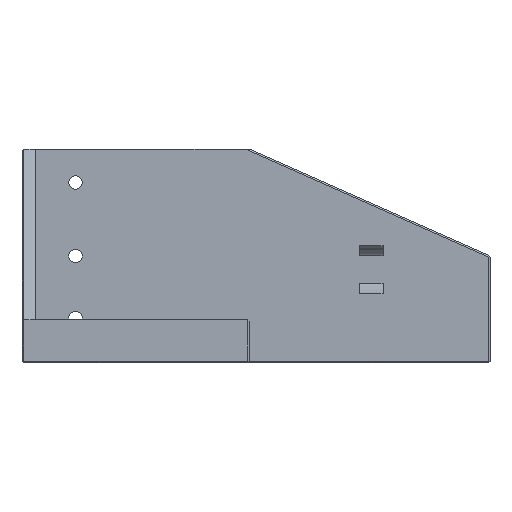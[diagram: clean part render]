
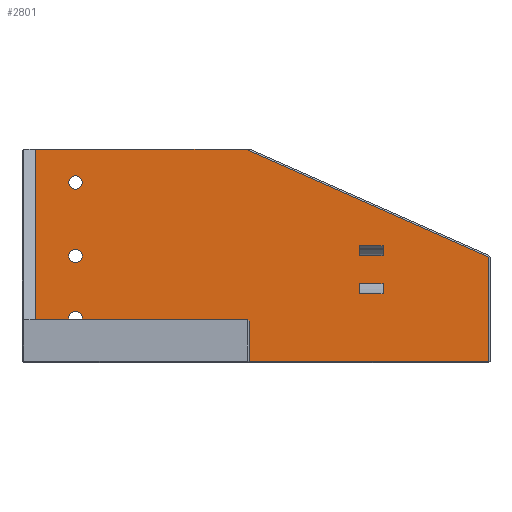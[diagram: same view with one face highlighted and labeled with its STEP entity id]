
A CAD part, left-side view. The second image highlights one B-rep face of the part: STEP entity #2801.
In plain terms, the highlighted planar face has unit normal (-1, 0, 0).
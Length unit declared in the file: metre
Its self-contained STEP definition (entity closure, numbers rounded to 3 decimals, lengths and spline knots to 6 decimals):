
#45=CIRCLE('',#2989,0.001);
#46=CIRCLE('',#2990,0.001);
#47=CIRCLE('',#2991,0.001);
#99=ORIENTED_EDGE('',*,*,#897,.T.);
#100=ORIENTED_EDGE('',*,*,#898,.T.);
#101=ORIENTED_EDGE('',*,*,#899,.T.);
#102=ORIENTED_EDGE('',*,*,#900,.F.);
#103=ORIENTED_EDGE('',*,*,#901,.F.);
#104=ORIENTED_EDGE('',*,*,#902,.F.);
#105=ORIENTED_EDGE('',*,*,#903,.F.);
#106=ORIENTED_EDGE('',*,*,#904,.F.);
#107=ORIENTED_EDGE('',*,*,#905,.F.);
#108=ORIENTED_EDGE('',*,*,#906,.F.);
#109=ORIENTED_EDGE('',*,*,#907,.F.);
#110=ORIENTED_EDGE('',*,*,#908,.T.);
#111=ORIENTED_EDGE('',*,*,#909,.T.);
#112=ORIENTED_EDGE('',*,*,#910,.F.);
#113=ORIENTED_EDGE('',*,*,#911,.F.);
#114=ORIENTED_EDGE('',*,*,#912,.T.);
#115=ORIENTED_EDGE('',*,*,#913,.T.);
#116=ORIENTED_EDGE('',*,*,#914,.F.);
#117=ORIENTED_EDGE('',*,*,#915,.F.);
#897=EDGE_CURVE('',#1296,#1296,#45,.T.);
#898=EDGE_CURVE('',#1297,#1297,#46,.T.);
#899=EDGE_CURVE('',#1298,#1298,#47,.T.);
#900=EDGE_CURVE('',#1299,#1300,#1542,.T.);
#901=EDGE_CURVE('',#1301,#1299,#1543,.T.);
#902=EDGE_CURVE('',#1302,#1301,#1544,.T.);
#903=EDGE_CURVE('',#1303,#1302,#1545,.T.);
#904=EDGE_CURVE('',#1304,#1303,#1546,.T.);
#905=EDGE_CURVE('',#1305,#1304,#1547,.F.);
#906=EDGE_CURVE('',#1306,#1305,#1548,.T.);
#907=EDGE_CURVE('',#1300,#1306,#1549,.T.);
#908=EDGE_CURVE('',#1307,#1308,#1550,.T.);
#909=EDGE_CURVE('',#1308,#1309,#1551,.T.);
#910=EDGE_CURVE('',#1310,#1309,#1552,.T.);
#911=EDGE_CURVE('',#1307,#1310,#1553,.T.);
#912=EDGE_CURVE('',#1311,#1312,#1554,.T.);
#913=EDGE_CURVE('',#1312,#1313,#1555,.T.);
#914=EDGE_CURVE('',#1314,#1313,#1556,.T.);
#915=EDGE_CURVE('',#1311,#1314,#1557,.T.);
#1296=VERTEX_POINT('',#4016);
#1297=VERTEX_POINT('',#4018);
#1298=VERTEX_POINT('',#4020);
#1299=VERTEX_POINT('',#4022);
#1300=VERTEX_POINT('',#4023);
#1301=VERTEX_POINT('',#4025);
#1302=VERTEX_POINT('',#4027);
#1303=VERTEX_POINT('',#4029);
#1304=VERTEX_POINT('',#4031);
#1305=VERTEX_POINT('',#4033);
#1306=VERTEX_POINT('',#4035);
#1307=VERTEX_POINT('',#4038);
#1308=VERTEX_POINT('',#4039);
#1309=VERTEX_POINT('',#4041);
#1310=VERTEX_POINT('',#4043);
#1311=VERTEX_POINT('',#4046);
#1312=VERTEX_POINT('',#4047);
#1313=VERTEX_POINT('',#4049);
#1314=VERTEX_POINT('',#4051);
#1542=LINE('',#4021,#1908);
#1543=LINE('',#4024,#1909);
#1544=LINE('',#4026,#1910);
#1545=LINE('',#4028,#1911);
#1546=LINE('',#4030,#1912);
#1547=LINE('',#4032,#1913);
#1548=LINE('',#4034,#1914);
#1549=LINE('',#4036,#1915);
#1550=LINE('',#4037,#1916);
#1551=LINE('',#4040,#1917);
#1552=LINE('',#4042,#1918);
#1553=LINE('',#4044,#1919);
#1554=LINE('',#4045,#1920);
#1555=LINE('',#4048,#1921);
#1556=LINE('',#4050,#1922);
#1557=LINE('',#4052,#1923);
#1908=VECTOR('',#3230,1.);
#1909=VECTOR('',#3231,1.);
#1910=VECTOR('',#3232,1.);
#1911=VECTOR('',#3233,1.);
#1912=VECTOR('',#3234,1.);
#1913=VECTOR('',#3235,1.);
#1914=VECTOR('',#3236,1.);
#1915=VECTOR('',#3237,1.);
#1916=VECTOR('',#3238,1.);
#1917=VECTOR('',#3239,1.);
#1918=VECTOR('',#3240,1.);
#1919=VECTOR('',#3241,1.);
#1920=VECTOR('',#3242,1.);
#1921=VECTOR('',#3243,1.);
#1922=VECTOR('',#3244,1.);
#1923=VECTOR('',#3245,1.);
#2256=EDGE_LOOP('',(#99));
#2257=EDGE_LOOP('',(#100));
#2258=EDGE_LOOP('',(#101));
#2259=EDGE_LOOP('',(#102,#103,#104,#105,#106,#107,#108,#109));
#2260=EDGE_LOOP('',(#110,#111,#112,#113));
#2261=EDGE_LOOP('',(#114,#115,#116,#117));
#2458=FACE_BOUND('',#2256,.T.);
#2459=FACE_BOUND('',#2257,.T.);
#2460=FACE_BOUND('',#2258,.T.);
#2461=FACE_BOUND('',#2259,.T.);
#2462=FACE_BOUND('',#2260,.T.);
#2463=FACE_BOUND('',#2261,.T.);
#2656=PLANE('',#2988);
#2801=ADVANCED_FACE('',(#2458,#2459,#2460,#2461,#2462,#2463),#2656,.T.);
#2988=AXIS2_PLACEMENT_3D('',#4014,#3222,#3223);
#2989=AXIS2_PLACEMENT_3D('',#4015,#3224,#3225);
#2990=AXIS2_PLACEMENT_3D('',#4017,#3226,#3227);
#2991=AXIS2_PLACEMENT_3D('',#4019,#3228,#3229);
#3222=DIRECTION('',(-1.,0.,0.));
#3223=DIRECTION('',(0.,1.,0.));
#3224=DIRECTION('',(1.,0.,0.));
#3225=DIRECTION('',(0.,0.,-1.));
#3226=DIRECTION('',(1.,0.,0.));
#3227=DIRECTION('',(0.,0.,-1.));
#3228=DIRECTION('',(1.,0.,0.));
#3229=DIRECTION('',(0.,0.,-1.));
#3230=DIRECTION('',(0.,0.,-1.));
#3231=DIRECTION('',(0.,-0.914,-0.406));
#3232=DIRECTION('',(0.,-1.,0.));
#3233=DIRECTION('',(0.,0.,1.));
#3234=DIRECTION('',(0.,1.,0.));
#3235=DIRECTION('',(0.,-0.707,-0.707));
#3236=DIRECTION('',(0.,0.,1.));
#3237=DIRECTION('',(0.,1.,0.));
#3238=DIRECTION('',(0.,-1.,0.));
#3239=DIRECTION('',(0.,0.,-1.));
#3240=DIRECTION('',(0.,-1.,0.));
#3241=DIRECTION('',(0.,0.,-1.));
#3242=DIRECTION('',(0.,-1.,0.));
#3243=DIRECTION('',(0.,0.,-1.));
#3244=DIRECTION('',(0.,-1.,0.));
#3245=DIRECTION('',(0.,0.,-1.));
#4014=CARTESIAN_POINT('',(-0.01575,-0.047125,0.01375));
#4015=CARTESIAN_POINT('',(-0.01575,0.006875,0.00875));
#4016=CARTESIAN_POINT('',(-0.01575,0.006875,0.00775));
#4017=CARTESIAN_POINT('',(-0.01575,0.006875,-0.00225));
#4018=CARTESIAN_POINT('',(-0.01575,0.006875,-0.00325));
#4019=CARTESIAN_POINT('',(-0.01575,0.006875,-0.011512));
#4020=CARTESIAN_POINT('',(-0.01575,0.006875,-0.012512));
#4021=CARTESIAN_POINT('',(-0.01575,-0.054875,0.01375));
#4022=CARTESIAN_POINT('',(-0.01575,-0.054875,-0.002412));
#4023=CARTESIAN_POINT('',(-0.01575,-0.054875,-0.018));
#4024=CARTESIAN_POINT('',(-0.01575,-0.042405,0.00313));
#4025=CARTESIAN_POINT('',(-0.01575,-0.018509,0.01375));
#4026=CARTESIAN_POINT('',(-0.01575,-0.003125,0.01375));
#4027=CARTESIAN_POINT('',(-0.01575,0.012875,0.01375));
#4028=CARTESIAN_POINT('',(-0.01575,0.012875,-0.00225));
#4029=CARTESIAN_POINT('',(-0.01575,0.012875,-0.012599));
#4030=CARTESIAN_POINT('',(-0.01575,-0.019125,-0.012599));
#4031=CARTESIAN_POINT('',(-0.01575,-0.018875,-0.012599));
#4032=CARTESIAN_POINT('',(-0.01575,-0.019062,-0.012787));
#4033=CARTESIAN_POINT('',(-0.01575,-0.019125,-0.012849));
#4034=CARTESIAN_POINT('',(-0.01575,-0.019125,0.01375));
#4035=CARTESIAN_POINT('',(-0.01575,-0.019125,-0.018));
#4036=CARTESIAN_POINT('',(-0.01575,-0.047125,-0.018));
#4037=CARTESIAN_POINT('',(-0.01575,-0.035625,-0.006386));
#4038=CARTESIAN_POINT('',(-0.01575,-0.035625,-0.006386));
#4039=CARTESIAN_POINT('',(-0.01575,-0.039125,-0.006386));
#4040=CARTESIAN_POINT('',(-0.01575,-0.039125,-0.007136));
#4041=CARTESIAN_POINT('',(-0.01575,-0.039125,-0.007886));
#4042=CARTESIAN_POINT('',(-0.01575,-0.035625,-0.007886));
#4043=CARTESIAN_POINT('',(-0.01575,-0.035625,-0.007886));
#4044=CARTESIAN_POINT('',(-0.01575,-0.035625,-0.007136));
#4045=CARTESIAN_POINT('',(-0.01575,-0.035625,-0.00075));
#4046=CARTESIAN_POINT('',(-0.01575,-0.035625,-0.00075));
#4047=CARTESIAN_POINT('',(-0.01575,-0.039125,-0.00075));
#4048=CARTESIAN_POINT('',(-0.01575,-0.039125,-0.0015));
#4049=CARTESIAN_POINT('',(-0.01575,-0.039125,-0.00225));
#4050=CARTESIAN_POINT('',(-0.01575,-0.035625,-0.00225));
#4051=CARTESIAN_POINT('',(-0.01575,-0.035625,-0.00225));
#4052=CARTESIAN_POINT('',(-0.01575,-0.035625,-0.0015));
